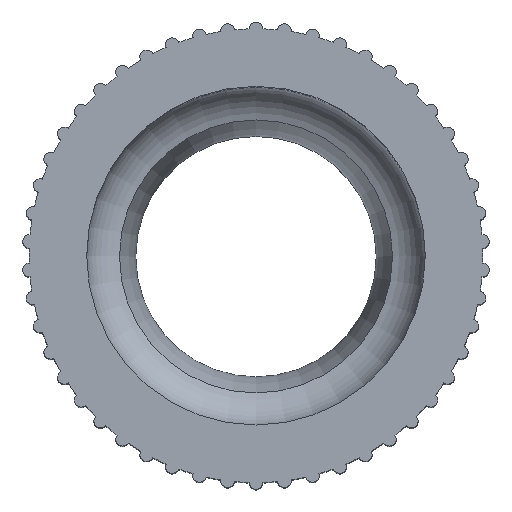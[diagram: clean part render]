
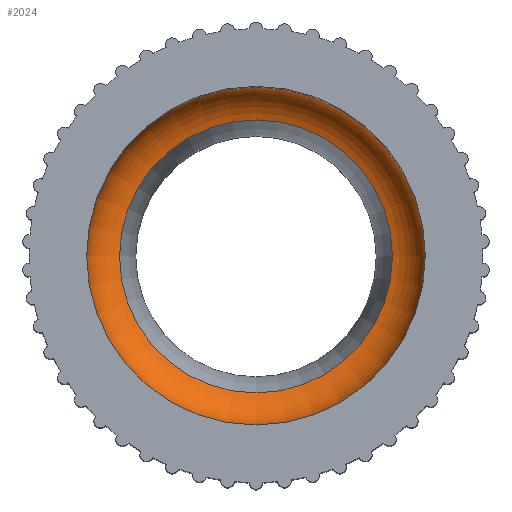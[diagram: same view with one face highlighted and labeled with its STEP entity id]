
A CAD part, top view. The second image highlights one B-rep face of the part: STEP entity #2024.
In plain terms, the highlighted toroidal (fillet/blend) face has major radius 3.65 mm and minor radius 1.35 mm.
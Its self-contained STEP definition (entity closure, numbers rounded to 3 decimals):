
#346=FACE_OUTER_BOUND('',#462,.T.);
#462=EDGE_LOOP('',(#1358,#1359,#1360,#1361,#1362,#1363));
#583=CIRCLE('',#2155,5.);
#584=CIRCLE('',#2156,5.);
#585=CIRCLE('',#2157,1.35);
#586=CIRCLE('',#2158,4.03);
#587=CIRCLE('',#2159,4.03);
#807=VERTEX_POINT('',#3285);
#808=VERTEX_POINT('',#3286);
#809=VERTEX_POINT('',#3289);
#810=VERTEX_POINT('',#3291);
#1027=EDGE_CURVE('',#807,#808,#583,.T.);
#1028=EDGE_CURVE('',#808,#807,#584,.T.);
#1029=EDGE_CURVE('',#807,#809,#585,.T.);
#1030=EDGE_CURVE('',#810,#809,#586,.T.);
#1031=EDGE_CURVE('',#809,#810,#587,.T.);
#1358=ORIENTED_EDGE('',*,*,#1027,.T.);
#1359=ORIENTED_EDGE('',*,*,#1028,.T.);
#1360=ORIENTED_EDGE('',*,*,#1029,.T.);
#1361=ORIENTED_EDGE('',*,*,#1030,.F.);
#1362=ORIENTED_EDGE('',*,*,#1031,.F.);
#1363=ORIENTED_EDGE('',*,*,#1029,.F.);
#2020=TOROIDAL_SURFACE('',#2154,3.65,1.35);
#2024=ADVANCED_FACE('',(#346),#2020,.F.);
#2154=AXIS2_PLACEMENT_3D('',#3284,#2496,#2497);
#2155=AXIS2_PLACEMENT_3D('',#3287,#2498,#2499);
#2156=AXIS2_PLACEMENT_3D('',#3288,#2500,#2501);
#2157=AXIS2_PLACEMENT_3D('',#3290,#2502,#2503);
#2158=AXIS2_PLACEMENT_3D('',#3292,#2504,#2505);
#2159=AXIS2_PLACEMENT_3D('',#3293,#2506,#2507);
#2496=DIRECTION('center_axis',(0.,0.,1.));
#2497=DIRECTION('ref_axis',(-1.,0.,0.));
#2498=DIRECTION('center_axis',(0.,0.,1.));
#2499=DIRECTION('ref_axis',(-1.,0.,0.));
#2500=DIRECTION('center_axis',(0.,0.,1.));
#2501=DIRECTION('ref_axis',(-1.,0.,0.));
#2502=DIRECTION('center_axis',(0.,1.,0.));
#2503=DIRECTION('ref_axis',(1.,0.,0.));
#2504=DIRECTION('center_axis',(0.,0.,1.));
#2505=DIRECTION('ref_axis',(1.,0.,0.));
#2506=DIRECTION('center_axis',(0.,0.,1.));
#2507=DIRECTION('ref_axis',(1.,0.,0.));
#3284=CARTESIAN_POINT('Origin',(0.,0.,-0.704));
#3285=CARTESIAN_POINT('',(5.,0.,-0.704));
#3286=CARTESIAN_POINT('',(-5.,0.,-0.704));
#3287=CARTESIAN_POINT('Origin',(0.,0.,-0.704));
#3288=CARTESIAN_POINT('Origin',(0.,0.,-0.704));
#3289=CARTESIAN_POINT('',(4.03,0.,-2.));
#3290=CARTESIAN_POINT('Origin',(3.65,0.,-0.704));
#3291=CARTESIAN_POINT('',(-4.03,0.,-2.));
#3292=CARTESIAN_POINT('Origin',(0.,0.,-2.));
#3293=CARTESIAN_POINT('Origin',(0.,0.,-2.));
